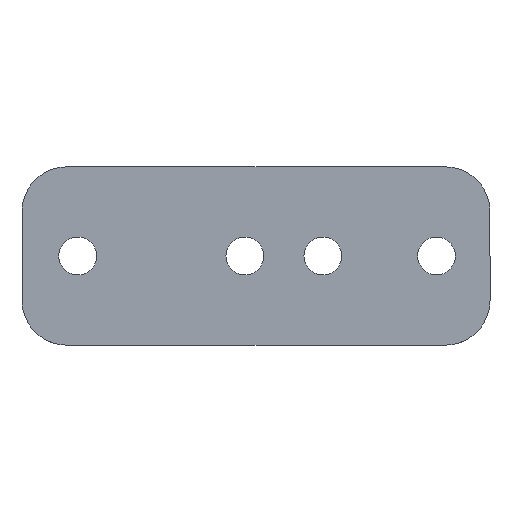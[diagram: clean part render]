
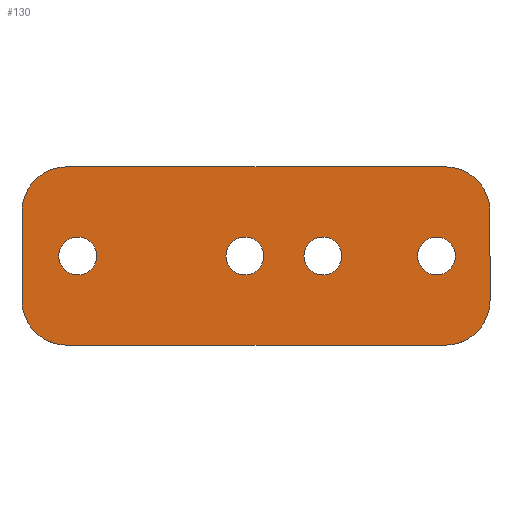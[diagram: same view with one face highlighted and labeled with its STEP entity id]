
A CAD part, top view. The second image highlights one B-rep face of the part: STEP entity #130.
In plain terms, the highlighted planar face has unit normal (0, 0, 1).
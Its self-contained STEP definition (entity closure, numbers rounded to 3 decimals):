
#1 = CARTESIAN_POINT ( 'NONE',  ( 16.75, 20., 4. ) ) ;
#7 = EDGE_CURVE ( 'NONE', #385, #461, #49, .T. ) ;
#8 = DIRECTION ( 'NONE',  ( 1., 0., 0. ) ) ;
#9 = VERTEX_POINT ( 'NONE', #86 ) ;
#12 = CARTESIAN_POINT ( 'NONE',  ( 0., 10., 4. ) ) ;
#14 = DIRECTION ( 'NONE',  ( 0., 0., 1. ) ) ;
#15 = AXIS2_PLACEMENT_3D ( 'NONE', #340, #492, #141 ) ;
#16 = DIRECTION ( 'NONE',  ( 0., 0., 1. ) ) ;
#17 = EDGE_LOOP ( 'NONE', ( #597, #581 ) ) ;
#22 = DIRECTION ( 'NONE',  ( 0., 0., 1. ) ) ;
#33 = VERTEX_POINT ( 'NONE', #188 ) ;
#34 = ORIENTED_EDGE ( 'NONE', *, *, #444, .F. ) ;
#38 = DIRECTION ( 'NONE',  ( 0., 0., 1. ) ) ;
#41 = DIRECTION ( 'NONE',  ( 1., 0., 0. ) ) ;
#44 = CIRCLE ( 'NONE', #359, 4.25 ) ;
#46 = DIRECTION ( 'NONE',  ( 0., 0., 1. ) ) ;
#49 = CIRCLE ( 'NONE', #365, 10. ) ;
#53 = VECTOR ( 'NONE', #87, 1000. ) ;
#61 = CIRCLE ( 'NONE', #627, 4.25 ) ;
#67 = CARTESIAN_POINT ( 'NONE',  ( 95., 10., 4. ) ) ;
#73 = FACE_BOUND ( 'NONE', #282, .T. ) ;
#80 = DIRECTION ( 'NONE',  ( -1., 0., 0. ) ) ;
#86 = CARTESIAN_POINT ( 'NONE',  ( 105., 30., 4. ) ) ;
#87 = DIRECTION ( 'NONE',  ( 0., 1., 0. ) ) ;
#93 = EDGE_LOOP ( 'NONE', ( #109, #479 ) ) ;
#95 = DIRECTION ( 'NONE',  ( 0., 0., 1. ) ) ;
#100 = AXIS2_PLACEMENT_3D ( 'NONE', #406, #95, #352 ) ;
#103 = CIRCLE ( 'NONE', #147, 4.25 ) ;
#105 = DIRECTION ( 'NONE',  ( -1., 0., 0. ) ) ;
#108 = CARTESIAN_POINT ( 'NONE',  ( 8.25, 20., 4. ) ) ;
#109 = ORIENTED_EDGE ( 'NONE', *, *, #530, .F. ) ;
#123 = CARTESIAN_POINT ( 'NONE',  ( 97.25, 20., 4. ) ) ;
#127 = DIRECTION ( 'NONE',  ( 0., 0., 1. ) ) ;
#128 = LINE ( 'NONE', #311, #156 ) ;
#129 = CARTESIAN_POINT ( 'NONE',  ( 10., 0., 4. ) ) ;
#130 = ADVANCED_FACE ( 'NONE', ( #260, #73, #592, #291, #320 ), #455, .F. ) ;
#132 = CIRCLE ( 'NONE', #216, 4.25 ) ;
#135 = DIRECTION ( 'NONE',  ( 0., 0., 1. ) ) ;
#137 = VERTEX_POINT ( 'NONE', #591 ) ;
#141 = DIRECTION ( 'NONE',  ( 1., 0., 0. ) ) ;
#147 = AXIS2_PLACEMENT_3D ( 'NONE', #228, #135, #221 ) ;
#152 = ORIENTED_EDGE ( 'NONE', *, *, #358, .F. ) ;
#154 = ORIENTED_EDGE ( 'NONE', *, *, #448, .F. ) ;
#156 = VECTOR ( 'NONE', #8, 1000. ) ;
#160 = EDGE_CURVE ( 'NONE', #214, #257, #486, .T. ) ;
#161 = CARTESIAN_POINT ( 'NONE',  ( 0., 30., 4. ) ) ;
#164 = VERTEX_POINT ( 'NONE', #405 ) ;
#167 = VERTEX_POINT ( 'NONE', #503 ) ;
#169 = CIRCLE ( 'NONE', #100, 10. ) ;
#172 = DIRECTION ( 'NONE',  ( 1., 0., 0. ) ) ;
#179 = EDGE_CURVE ( 'NONE', #9, #164, #169, .T. ) ;
#183 = VERTEX_POINT ( 'NONE', #551 ) ;
#188 = CARTESIAN_POINT ( 'NONE',  ( 105., 10., 4. ) ) ;
#196 = CIRCLE ( 'NONE', #636, 4.25 ) ;
#198 = AXIS2_PLACEMENT_3D ( 'NONE', #403, #46, #41 ) ;
#208 = ORIENTED_EDGE ( 'NONE', *, *, #248, .T. ) ;
#213 = DIRECTION ( 'NONE',  ( -1., 0., 0. ) ) ;
#214 = VERTEX_POINT ( 'NONE', #108 ) ;
#216 = AXIS2_PLACEMENT_3D ( 'NONE', #578, #541, #585 ) ;
#217 = CARTESIAN_POINT ( 'NONE',  ( 67.5, 20., 4. ) ) ;
#219 = VERTEX_POINT ( 'NONE', #161 ) ;
#221 = DIRECTION ( 'NONE',  ( 1., 0., 0. ) ) ;
#222 = VERTEX_POINT ( 'NONE', #496 ) ;
#228 = CARTESIAN_POINT ( 'NONE',  ( 67.5, 20., 4. ) ) ;
#232 = EDGE_CURVE ( 'NONE', #164, #222, #387, .T. ) ;
#241 = EDGE_LOOP ( 'NONE', ( #614, #152 ) ) ;
#242 = ORIENTED_EDGE ( 'NONE', *, *, #363, .T. ) ;
#247 = DIRECTION ( 'NONE',  ( -1., 0., 0. ) ) ;
#248 = EDGE_CURVE ( 'NONE', #461, #319, #128, .T. ) ;
#256 = LINE ( 'NONE', #12, #309 ) ;
#257 = VERTEX_POINT ( 'NONE', #1 ) ;
#260 = FACE_BOUND ( 'NONE', #241, .T. ) ;
#265 = AXIS2_PLACEMENT_3D ( 'NONE', #217, #127, #428 ) ;
#266 = VERTEX_POINT ( 'NONE', #466 ) ;
#269 = ORIENTED_EDGE ( 'NONE', *, *, #179, .T. ) ;
#278 = DIRECTION ( 'NONE',  ( 1., 0., 0. ) ) ;
#282 = EDGE_LOOP ( 'NONE', ( #154, #34 ) ) ;
#283 = VERTEX_POINT ( 'NONE', #305 ) ;
#286 = DIRECTION ( 'NONE',  ( 0., -1., 0. ) ) ;
#289 = ORIENTED_EDGE ( 'NONE', *, *, #232, .T. ) ;
#291 = FACE_BOUND ( 'NONE', #17, .T. ) ;
#297 = EDGE_CURVE ( 'NONE', #257, #214, #393, .T. ) ;
#300 = DIRECTION ( 'NONE',  ( 0., 0., -1. ) ) ;
#305 = CARTESIAN_POINT ( 'NONE',  ( 63.25, 20., 4. ) ) ;
#306 = VECTOR ( 'NONE', #105, 1000. ) ;
#309 = VECTOR ( 'NONE', #286, 1000. ) ;
#311 = CARTESIAN_POINT ( 'NONE',  ( 10., 0., 4. ) ) ;
#314 = EDGE_CURVE ( 'NONE', #319, #33, #508, .T. ) ;
#318 = VERTEX_POINT ( 'NONE', #123 ) ;
#319 = VERTEX_POINT ( 'NONE', #520 ) ;
#320 = FACE_OUTER_BOUND ( 'NONE', #417, .T. ) ;
#325 = CARTESIAN_POINT ( 'NONE',  ( 93., 20., 4. ) ) ;
#337 = ORIENTED_EDGE ( 'NONE', *, *, #467, .T. ) ;
#340 = CARTESIAN_POINT ( 'NONE',  ( 10., 30., 4. ) ) ;
#342 = CARTESIAN_POINT ( 'NONE',  ( 10., 10., 4. ) ) ;
#352 = DIRECTION ( 'NONE',  ( 1., 0., 0. ) ) ;
#355 = CARTESIAN_POINT ( 'NONE',  ( 10., 10., 4. ) ) ;
#358 = EDGE_CURVE ( 'NONE', #283, #137, #103, .T. ) ;
#359 = AXIS2_PLACEMENT_3D ( 'NONE', #625, #574, #278 ) ;
#363 = EDGE_CURVE ( 'NONE', #219, #385, #256, .T. ) ;
#365 = AXIS2_PLACEMENT_3D ( 'NONE', #342, #38, #80 ) ;
#368 = CIRCLE ( 'NONE', #265, 4.25 ) ;
#375 = ORIENTED_EDGE ( 'NONE', *, *, #469, .T. ) ;
#379 = DIRECTION ( 'NONE',  ( 1., 0., 0. ) ) ;
#380 = DIRECTION ( 'NONE',  ( 1., 0., 0. ) ) ;
#382 = CARTESIAN_POINT ( 'NONE',  ( 0., 10., 4. ) ) ;
#385 = VERTEX_POINT ( 'NONE', #382 ) ;
#387 = LINE ( 'NONE', #557, #306 ) ;
#390 = CARTESIAN_POINT ( 'NONE',  ( 105., 10., 4. ) ) ;
#393 = CIRCLE ( 'NONE', #449, 4.25 ) ;
#396 = AXIS2_PLACEMENT_3D ( 'NONE', #355, #300, #247 ) ;
#402 = AXIS2_PLACEMENT_3D ( 'NONE', #67, #14, #213 ) ;
#403 = CARTESIAN_POINT ( 'NONE',  ( 12.5, 20., 4. ) ) ;
#405 = CARTESIAN_POINT ( 'NONE',  ( 95., 40., 4. ) ) ;
#406 = CARTESIAN_POINT ( 'NONE',  ( 95., 30., 4. ) ) ;
#417 = EDGE_LOOP ( 'NONE', ( #528, #208, #500, #375, #269, #289, #337, #242 ) ) ;
#422 = EDGE_CURVE ( 'NONE', #266, #167, #44, .T. ) ;
#428 = DIRECTION ( 'NONE',  ( 1., 0., 0. ) ) ;
#444 = EDGE_CURVE ( 'NONE', #183, #318, #61, .T. ) ;
#448 = EDGE_CURVE ( 'NONE', #318, #183, #132, .T. ) ;
#449 = AXIS2_PLACEMENT_3D ( 'NONE', #516, #470, #172 ) ;
#455 = PLANE ( 'NONE',  #396 ) ;
#461 = VERTEX_POINT ( 'NONE', #129 ) ;
#466 = CARTESIAN_POINT ( 'NONE',  ( 45.75, 20., 4. ) ) ;
#467 = EDGE_CURVE ( 'NONE', #222, #219, #579, .T. ) ;
#469 = EDGE_CURVE ( 'NONE', #33, #9, #563, .T. ) ;
#470 = DIRECTION ( 'NONE',  ( 0., 0., 1. ) ) ;
#473 = CARTESIAN_POINT ( 'NONE',  ( 50., 20., 4. ) ) ;
#479 = ORIENTED_EDGE ( 'NONE', *, *, #422, .F. ) ;
#486 = CIRCLE ( 'NONE', #198, 4.25 ) ;
#492 = DIRECTION ( 'NONE',  ( 0., 0., 1. ) ) ;
#496 = CARTESIAN_POINT ( 'NONE',  ( 10., 40., 4. ) ) ;
#500 = ORIENTED_EDGE ( 'NONE', *, *, #314, .T. ) ;
#503 = CARTESIAN_POINT ( 'NONE',  ( 54.25, 20., 4. ) ) ;
#508 = CIRCLE ( 'NONE', #402, 10. ) ;
#516 = CARTESIAN_POINT ( 'NONE',  ( 12.5, 20., 4. ) ) ;
#520 = CARTESIAN_POINT ( 'NONE',  ( 95., 0., 4. ) ) ;
#528 = ORIENTED_EDGE ( 'NONE', *, *, #7, .T. ) ;
#530 = EDGE_CURVE ( 'NONE', #167, #266, #196, .T. ) ;
#541 = DIRECTION ( 'NONE',  ( 0., 0., 1. ) ) ;
#551 = CARTESIAN_POINT ( 'NONE',  ( 88.75, 20., 4. ) ) ;
#557 = CARTESIAN_POINT ( 'NONE',  ( 10., 40., 4. ) ) ;
#563 = LINE ( 'NONE', #390, #53 ) ;
#574 = DIRECTION ( 'NONE',  ( 0., 0., 1. ) ) ;
#578 = CARTESIAN_POINT ( 'NONE',  ( 93., 20., 4. ) ) ;
#579 = CIRCLE ( 'NONE', #15, 10. ) ;
#581 = ORIENTED_EDGE ( 'NONE', *, *, #160, .F. ) ;
#585 = DIRECTION ( 'NONE',  ( 1., 0., 0. ) ) ;
#591 = CARTESIAN_POINT ( 'NONE',  ( 71.75, 20., 4. ) ) ;
#592 = FACE_BOUND ( 'NONE', #93, .T. ) ;
#597 = ORIENTED_EDGE ( 'NONE', *, *, #297, .F. ) ;
#614 = ORIENTED_EDGE ( 'NONE', *, *, #618, .F. ) ;
#618 = EDGE_CURVE ( 'NONE', #137, #283, #368, .T. ) ;
#625 = CARTESIAN_POINT ( 'NONE',  ( 50., 20., 4. ) ) ;
#627 = AXIS2_PLACEMENT_3D ( 'NONE', #325, #22, #380 ) ;
#636 = AXIS2_PLACEMENT_3D ( 'NONE', #473, #16, #379 ) ;
